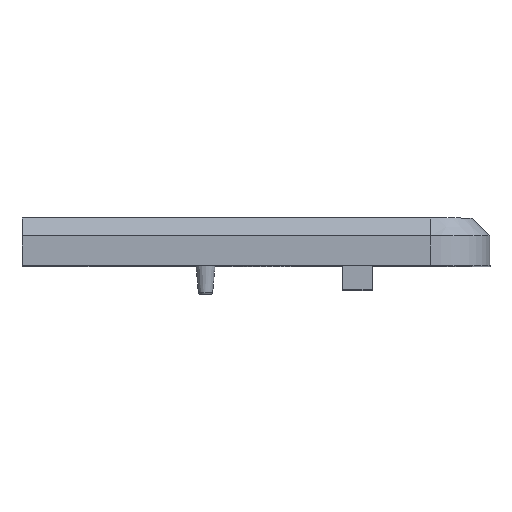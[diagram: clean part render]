
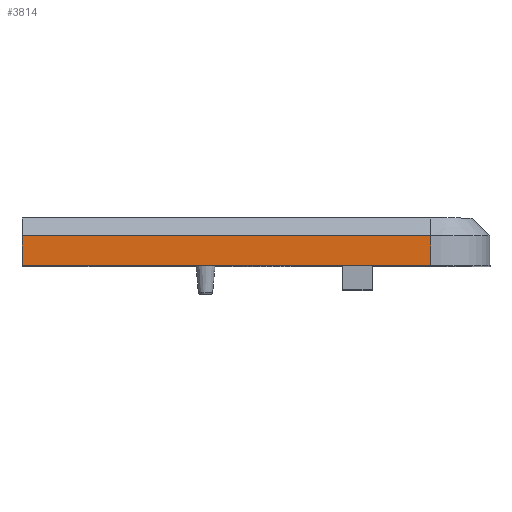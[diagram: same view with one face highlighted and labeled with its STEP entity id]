
A CAD part, top view. The second image highlights one B-rep face of the part: STEP entity #3814.
In plain terms, the highlighted planar face has unit normal (0, 0, 1).
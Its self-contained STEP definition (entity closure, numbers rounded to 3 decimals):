
#217=PLANE('',#4135);
#467=FACE_OUTER_BOUND('',#734,.T.);
#734=EDGE_LOOP('',(#3561,#3562,#3563,#3564));
#837=LINE('',#5700,#1210);
#869=LINE('',#5797,#1242);
#873=LINE('',#5804,#1246);
#881=LINE('',#5819,#1254);
#1210=VECTOR('',#4444,68.74);
#1242=VECTOR('',#4520,5.);
#1246=VECTOR('',#4528,68.74);
#1254=VECTOR('',#4538,5.);
#1755=VERTEX_POINT('',#5697);
#1756=VERTEX_POINT('',#5699);
#1799=VERTEX_POINT('',#5795);
#1800=VERTEX_POINT('',#5802);
#2156=EDGE_CURVE('',#1756,#1755,#837,.T.);
#2204=EDGE_CURVE('',#1799,#1755,#869,.T.);
#2208=EDGE_CURVE('',#1799,#1800,#873,.T.);
#2216=EDGE_CURVE('',#1756,#1800,#881,.T.);
#3561=ORIENTED_EDGE('',*,*,#2208,.T.);
#3562=ORIENTED_EDGE('',*,*,#2216,.F.);
#3563=ORIENTED_EDGE('',*,*,#2156,.T.);
#3564=ORIENTED_EDGE('',*,*,#2204,.F.);
#3814=ADVANCED_FACE('',(#467),#217,.T.);
#4135=AXIS2_PLACEMENT_3D('',#6376,#5125,#5126);
#4444=DIRECTION('',(1.,0.,0.));
#4520=DIRECTION('',(0.,-1.,0.));
#4528=DIRECTION('',(-1.,0.,0.));
#4538=DIRECTION('',(0.,1.,0.));
#5125=DIRECTION('center_axis',(0.,0.,1.));
#5126=DIRECTION('ref_axis',(1.,0.,0.));
#5697=CARTESIAN_POINT('',(139.815,-2.25,138.847));
#5699=CARTESIAN_POINT('',(71.075,-2.25,138.847));
#5700=CARTESIAN_POINT('',(71.075,-2.25,138.847));
#5795=CARTESIAN_POINT('',(139.815,2.75,138.847));
#5797=CARTESIAN_POINT('',(139.815,2.75,138.847));
#5802=CARTESIAN_POINT('',(71.075,2.75,138.847));
#5804=CARTESIAN_POINT('',(139.815,2.75,138.847));
#5819=CARTESIAN_POINT('',(71.075,-2.25,138.847));
#6376=CARTESIAN_POINT('Origin',(-149.815,-17.25,138.847));
